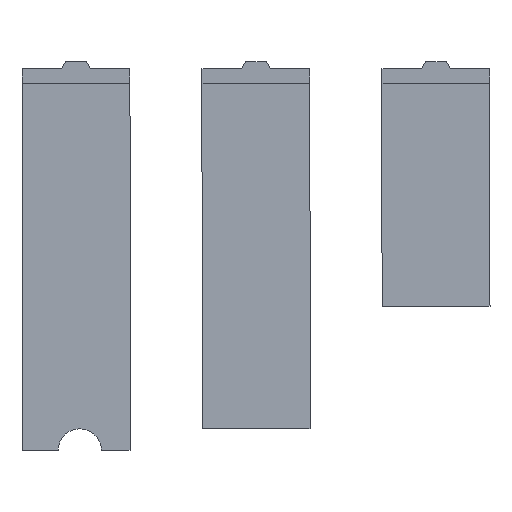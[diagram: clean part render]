
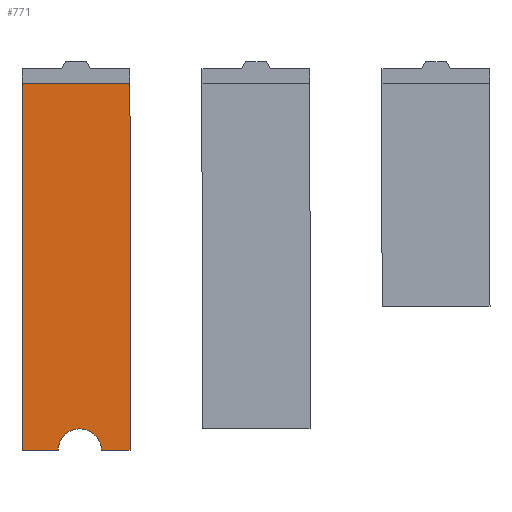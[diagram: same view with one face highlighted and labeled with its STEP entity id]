
A CAD part, front view. The second image highlights one B-rep face of the part: STEP entity #771.
In plain terms, the highlighted planar face has unit normal (0, -1, 0).
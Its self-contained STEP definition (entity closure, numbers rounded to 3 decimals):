
#53=PLANE('',#855);
#92=FACE_OUTER_BOUND('',#135,.T.);
#135=EDGE_LOOP('',(#615,#616,#617,#618,#619,#620));
#167=LINE('',#1111,#264);
#189=LINE('',#1154,#286);
#190=LINE('',#1157,#287);
#194=LINE('',#1169,#291);
#197=LINE('',#1174,#294);
#264=VECTOR('',#904,10.);
#286=VECTOR('',#938,10.);
#287=VECTOR('',#941,10.);
#291=VECTOR('',#953,10.);
#294=VECTOR('',#958,10.);
#362=CIRCLE('',#849,6.);
#370=VERTEX_POINT('',#1109);
#371=VERTEX_POINT('',#1110);
#386=VERTEX_POINT('',#1152);
#387=VERTEX_POINT('',#1156);
#389=VERTEX_POINT('',#1162);
#391=VERTEX_POINT('',#1168);
#441=EDGE_CURVE('',#370,#371,#167,.T.);
#463=EDGE_CURVE('',#371,#386,#189,.T.);
#464=EDGE_CURVE('',#386,#387,#190,.T.);
#467=EDGE_CURVE('',#387,#389,#362,.T.);
#470=EDGE_CURVE('',#389,#391,#194,.T.);
#473=EDGE_CURVE('',#391,#370,#197,.T.);
#615=ORIENTED_EDGE('',*,*,#441,.T.);
#616=ORIENTED_EDGE('',*,*,#463,.T.);
#617=ORIENTED_EDGE('',*,*,#464,.T.);
#618=ORIENTED_EDGE('',*,*,#467,.T.);
#619=ORIENTED_EDGE('',*,*,#470,.T.);
#620=ORIENTED_EDGE('',*,*,#473,.T.);
#771=ADVANCED_FACE('',(#92),#53,.F.);
#849=AXIS2_PLACEMENT_3D('',#1163,#946,#947);
#855=AXIS2_PLACEMENT_3D('',#1181,#966,#967);
#904=DIRECTION('',(-1.,0.,0.));
#938=DIRECTION('',(0.,0.,-1.));
#941=DIRECTION('',(1.,0.,0.));
#946=DIRECTION('center_axis',(0.,1.,0.));
#947=DIRECTION('ref_axis',(-1.,0.,0.));
#953=DIRECTION('',(1.,0.,0.));
#958=DIRECTION('',(0.,0.,1.));
#966=DIRECTION('center_axis',(0.,1.,0.));
#967=DIRECTION('ref_axis',(-1.,0.,0.));
#1109=CARTESIAN_POINT('',(97.409,618.522,676.423));
#1110=CARTESIAN_POINT('',(67.409,618.522,676.423));
#1111=CARTESIAN_POINT('',(74.909,618.522,676.423));
#1152=CARTESIAN_POINT('',(67.409,618.522,574.423));
#1154=CARTESIAN_POINT('',(67.409,618.522,680.423));
#1156=CARTESIAN_POINT('',(77.45,618.522,574.423));
#1157=CARTESIAN_POINT('',(67.409,618.522,574.423));
#1162=CARTESIAN_POINT('',(89.45,618.522,574.423));
#1163=CARTESIAN_POINT('Origin',(83.45,618.522,574.423));
#1168=CARTESIAN_POINT('',(97.409,618.522,574.423));
#1169=CARTESIAN_POINT('',(67.409,618.522,574.423));
#1174=CARTESIAN_POINT('',(97.409,618.522,574.423));
#1181=CARTESIAN_POINT('Origin',(82.409,618.522,639.423));
